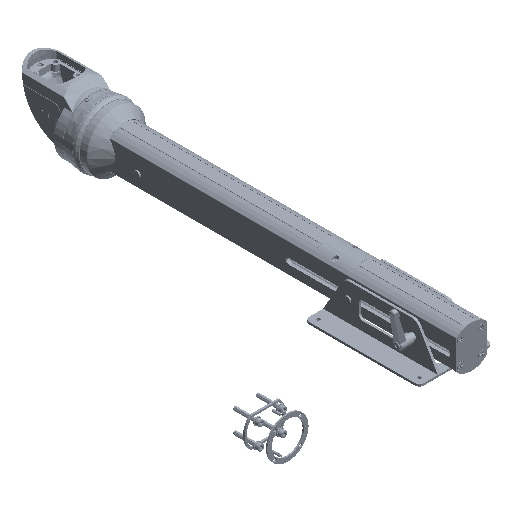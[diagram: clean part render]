
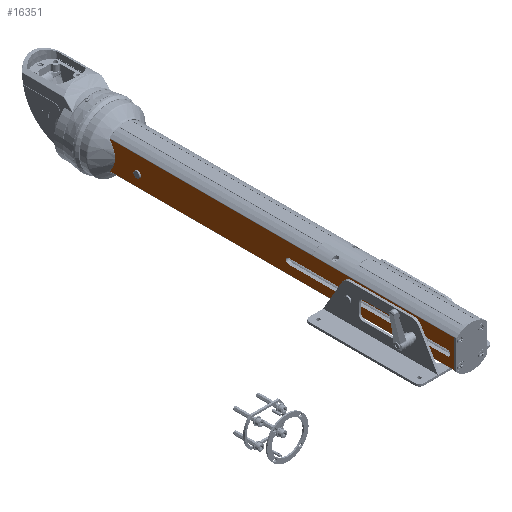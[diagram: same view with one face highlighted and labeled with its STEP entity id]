
A CAD part, isometric view. The second image highlights one B-rep face of the part: STEP entity #16351.
In plain terms, the highlighted planar face has unit normal (-1, 0, 0).
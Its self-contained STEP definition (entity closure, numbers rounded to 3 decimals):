
#16342 = VERTEX_POINT ( 'NONE', #31015 ) ;
#16351 = ADVANCED_FACE ( 'NONE', ( #31001, #30999, #30997 ), #31134, .T. ) ;
#16353 = EDGE_LOOP ( 'NONE', ( #16354, #16359 ) ) ;
#16354 = ORIENTED_EDGE ( 'NONE', *, *, #16356, .F. ) ;
#16356 = EDGE_CURVE ( 'NONE', #43333, #43318, #31117, .T. ) ;
#16359 = ORIENTED_EDGE ( 'NONE', *, *, #43327, .F. ) ;
#16361 = EDGE_LOOP ( 'NONE', ( #16363, #16370, #16400, #16402, #16409 ) ) ;
#16363 = ORIENTED_EDGE ( 'NONE', *, *, #16365, .F. ) ;
#16365 = EDGE_CURVE ( 'NONE', #16366, #16368, #31072, .T. ) ;
#16366 = VERTEX_POINT ( 'NONE', #31210 ) ;
#16368 = VERTEX_POINT ( 'NONE', #31208 ) ;
#16370 = ORIENTED_EDGE ( 'NONE', *, *, #16398, .F. ) ;
#16398 = EDGE_CURVE ( 'NONE', #43390, #16366, #31255, .T. ) ;
#16400 = ORIENTED_EDGE ( 'NONE', *, *, #43388, .F. ) ;
#16402 = ORIENTED_EDGE ( 'NONE', *, *, #16404, .F. ) ;
#16404 = EDGE_CURVE ( 'NONE', #16405, #43306, #31243, .T. ) ;
#16405 = VERTEX_POINT ( 'NONE', #31235 ) ;
#16409 = ORIENTED_EDGE ( 'NONE', *, *, #16412, .F. ) ;
#16412 = EDGE_CURVE ( 'NONE', #16368, #16405, #31218, .T. ) ;
#16413 = EDGE_LOOP ( 'NONE', ( #16416, #16426, #16460, #16464 ) ) ;
#16416 = ORIENTED_EDGE ( 'NONE', *, *, #16417, .F. ) ;
#16417 = EDGE_CURVE ( 'NONE', #16420, #16421, #31340, .T. ) ;
#16420 = VERTEX_POINT ( 'NONE', #31322 ) ;
#16421 = VERTEX_POINT ( 'NONE', #31321 ) ;
#16426 = ORIENTED_EDGE ( 'NONE', *, *, #16427, .T. ) ;
#16427 = EDGE_CURVE ( 'NONE', #16420, #16342, #31302, .T. ) ;
#16460 = ORIENTED_EDGE ( 'NONE', *, *, #16461, .F. ) ;
#16461 = EDGE_CURVE ( 'NONE', #16462, #16342, #31351, .T. ) ;
#16462 = VERTEX_POINT ( 'NONE', #31487 ) ;
#16464 = ORIENTED_EDGE ( 'NONE', *, *, #16466, .T. ) ;
#16466 = EDGE_CURVE ( 'NONE', #16462, #16421, #31472, .T. ) ;
#30997 = FACE_OUTER_BOUND ( 'NONE', #16413, .T. ) ;
#30999 = FACE_BOUND ( 'NONE', #16361, .T. ) ;
#31001 = FACE_BOUND ( 'NONE', #16353, .T. ) ;
#31015 = CARTESIAN_POINT ( 'NONE',  ( -32.5, -30.516, 0. ) ) ;
#31067 = DIRECTION ( 'NONE',  ( -1., 0., 0. ) ) ;
#31068 = CARTESIAN_POINT ( 'NONE',  ( -32.5, -5.5, -361. ) ) ;
#31070 = AXIS2_PLACEMENT_3D ( 'NONE', #31068, #31067, #31211 ) ;
#31072 = CIRCLE ( 'NONE', #31070, 6.2 ) ;
#31111 = DIRECTION ( 'NONE',  ( 0., 0., 1. ) ) ;
#31113 = DIRECTION ( 'NONE',  ( -1., 0., 0. ) ) ;
#31115 = CARTESIAN_POINT ( 'NONE',  ( -32.5, -5.5, -690. ) ) ;
#31116 = AXIS2_PLACEMENT_3D ( 'NONE', #31115, #31113, #31111 ) ;
#31117 = CIRCLE ( 'NONE', #31116, 4.05 ) ;
#31129 = DIRECTION ( 'NONE',  ( 0., 0., 1. ) ) ;
#31130 = DIRECTION ( 'NONE',  ( -1., 0., 0. ) ) ;
#31132 = CARTESIAN_POINT ( 'NONE',  ( -32.5, 31.125, -4000. ) ) ;
#31133 = AXIS2_PLACEMENT_3D ( 'NONE', #31132, #31130, #31129 ) ;
#31134 = PLANE ( 'NONE',  #31133 ) ;
#31208 = CARTESIAN_POINT ( 'NONE',  ( -32.5, -11.7, -361. ) ) ;
#31210 = CARTESIAN_POINT ( 'NONE',  ( -32.5, 0.7, -361. ) ) ;
#31211 = DIRECTION ( 'NONE',  ( 0., 0., -1. ) ) ;
#31213 = DIRECTION ( 'NONE',  ( 0., 0., 1. ) ) ;
#31215 = VECTOR ( 'NONE', #31213, 1000. ) ;
#31216 = CARTESIAN_POINT ( 'NONE',  ( -32.5, -11.7, -361. ) ) ;
#31218 = LINE ( 'NONE', #31216, #31215 ) ;
#31235 = CARTESIAN_POINT ( 'NONE',  ( -32.5, -11.7, -15. ) ) ;
#31237 = DIRECTION ( 'NONE',  ( 0., 0., 1. ) ) ;
#31238 = DIRECTION ( 'NONE',  ( -1., 0., 0. ) ) ;
#31240 = CARTESIAN_POINT ( 'NONE',  ( -32.5, -5.5, -15. ) ) ;
#31241 = AXIS2_PLACEMENT_3D ( 'NONE', #31240, #31238, #31237 ) ;
#31243 = CIRCLE ( 'NONE', #31241, 6.2 ) ;
#31250 = DIRECTION ( 'NONE',  ( 0., 0., -1. ) ) ;
#31251 = VECTOR ( 'NONE', #31250, 1000. ) ;
#31253 = CARTESIAN_POINT ( 'NONE',  ( -32.5, 0.7, -361. ) ) ;
#31255 = LINE ( 'NONE', #31253, #31251 ) ;
#31297 = DIRECTION ( 'NONE',  ( 0., 0., 1. ) ) ;
#31299 = VECTOR ( 'NONE', #31297, 1000. ) ;
#31301 = CARTESIAN_POINT ( 'NONE',  ( -32.5, -30.516, -4000. ) ) ;
#31302 = LINE ( 'NONE', #31301, #31299 ) ;
#31321 = CARTESIAN_POINT ( 'NONE',  ( -32.5, 30.516, -760. ) ) ;
#31322 = CARTESIAN_POINT ( 'NONE',  ( -32.5, -30.516, -760. ) ) ;
#31334 = DIRECTION ( 'NONE',  ( 0., 1., 0. ) ) ;
#31335 = VECTOR ( 'NONE', #31334, 1000. ) ;
#31337 = CARTESIAN_POINT ( 'NONE',  ( -32.5, -45., -760. ) ) ;
#31340 = LINE ( 'NONE', #31337, #31335 ) ;
#31351 = LINE ( 'NONE', #31492, #31491 ) ;
#31468 = DIRECTION ( 'NONE',  ( 0., 0., -1. ) ) ;
#31469 = VECTOR ( 'NONE', #31468, 1000. ) ;
#31470 = CARTESIAN_POINT ( 'NONE',  ( -32.5, 30.516, -4000. ) ) ;
#31472 = LINE ( 'NONE', #31470, #31469 ) ;
#31487 = CARTESIAN_POINT ( 'NONE',  ( -32.5, 30.516, 0. ) ) ;
#31489 = DIRECTION ( 'NONE',  ( 0., -1., 0. ) ) ;
#31491 = VECTOR ( 'NONE', #31489, 1000. ) ;
#31492 = CARTESIAN_POINT ( 'NONE',  ( -32.5, 31.125, 0. ) ) ;
#43306 = VERTEX_POINT ( 'NONE', #126890 ) ;
#43318 = VERTEX_POINT ( 'NONE', #126879 ) ;
#43327 = EDGE_CURVE ( 'NONE', #43318, #43333, #126924, .T. ) ;
#43333 = VERTEX_POINT ( 'NONE', #126919 ) ;
#43388 = EDGE_CURVE ( 'NONE', #43306, #43390, #127015, .T. ) ;
#43390 = VERTEX_POINT ( 'NONE', #127009 ) ;
#126879 = CARTESIAN_POINT ( 'NONE',  ( -32.5, -5.5, -694.05 ) ) ;
#126890 = CARTESIAN_POINT ( 'NONE',  ( -32.5, -5.5, -8.8 ) ) ;
#126919 = CARTESIAN_POINT ( 'NONE',  ( -32.5, -5.5, -685.95 ) ) ;
#126921 = DIRECTION ( 'NONE',  ( 0., 0., 1. ) ) ;
#126922 = DIRECTION ( 'NONE',  ( -1., 0., 0. ) ) ;
#126923 = AXIS2_PLACEMENT_3D ( 'NONE', #126930, #126922, #126921 ) ;
#126924 = CIRCLE ( 'NONE', #126923, 4.05 ) ;
#126930 = CARTESIAN_POINT ( 'NONE',  ( -32.5, -5.5, -690. ) ) ;
#127009 = CARTESIAN_POINT ( 'NONE',  ( -32.5, 0.7, -15. ) ) ;
#127010 = DIRECTION ( 'NONE',  ( 0., 0., 1. ) ) ;
#127011 = DIRECTION ( 'NONE',  ( -1., 0., 0. ) ) ;
#127012 = CARTESIAN_POINT ( 'NONE',  ( -32.5, -5.5, -15. ) ) ;
#127013 = AXIS2_PLACEMENT_3D ( 'NONE', #127012, #127011, #127010 ) ;
#127015 = CIRCLE ( 'NONE', #127013, 6.2 ) ;
